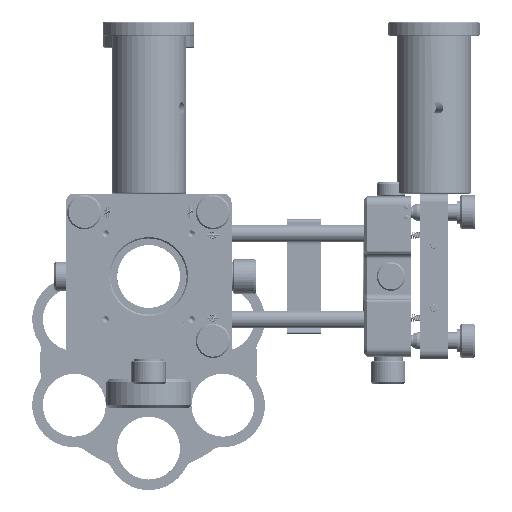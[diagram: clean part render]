
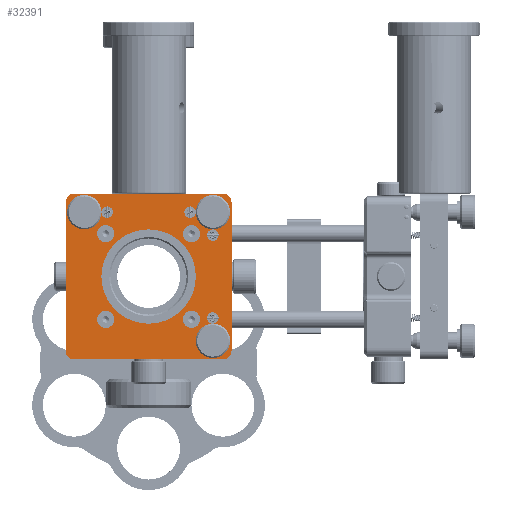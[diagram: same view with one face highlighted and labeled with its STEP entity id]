
A CAD part, left-side view. The second image highlights one B-rep face of the part: STEP entity #32391.
In plain terms, the highlighted face is planar.
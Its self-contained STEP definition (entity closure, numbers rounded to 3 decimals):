
#1247=FACE_BOUND('',#5395,.T.);
#1248=FACE_BOUND('',#5396,.T.);
#1249=FACE_BOUND('',#5397,.T.);
#1250=FACE_BOUND('',#5398,.T.);
#1251=FACE_BOUND('',#5399,.T.);
#1252=FACE_BOUND('',#5400,.T.);
#1253=FACE_BOUND('',#5401,.T.);
#1254=FACE_BOUND('',#5402,.T.);
#1255=FACE_BOUND('',#5403,.T.);
#1256=FACE_BOUND('',#5404,.T.);
#1257=FACE_BOUND('',#5405,.T.);
#1258=FACE_BOUND('',#5406,.T.);
#1990=PLANE('',#35305);
#3394=FACE_OUTER_BOUND('',#5394,.T.);
#5394=EDGE_LOOP('',(#25575,#25576,#25577,#25578,#25579,#25580,#25581,#25582));
#5395=EDGE_LOOP('',(#25583));
#5396=EDGE_LOOP('',(#25584));
#5397=EDGE_LOOP('',(#25585));
#5398=EDGE_LOOP('',(#25586));
#5399=EDGE_LOOP('',(#25587));
#5400=EDGE_LOOP('',(#25588));
#5401=EDGE_LOOP('',(#25589));
#5402=EDGE_LOOP('',(#25590));
#5403=EDGE_LOOP('',(#25591));
#5404=EDGE_LOOP('',(#25592));
#5405=EDGE_LOOP('',(#25593));
#5406=EDGE_LOOP('',(#25594));
#7965=LINE('',#56235,#10748);
#7968=LINE('',#56241,#10751);
#7969=LINE('',#56245,#10752);
#7970=LINE('',#56249,#10753);
#10748=VECTOR('',#41380,10.);
#10751=VECTOR('',#41385,10.);
#10752=VECTOR('',#41388,10.);
#10753=VECTOR('',#41391,10.);
#13060=CIRCLE('',#35175,3.75);
#13090=CIRCLE('',#35220,3.75);
#13120=CIRCLE('',#35265,3.75);
#13132=CIRCLE('',#35292,2.);
#13134=CIRCLE('',#35295,2.);
#13138=CIRCLE('',#35302,3.);
#13140=CIRCLE('',#35306,3.);
#13141=CIRCLE('',#35307,3.);
#13142=CIRCLE('',#35308,3.);
#13143=CIRCLE('',#35309,3.);
#13144=CIRCLE('',#35310,3.);
#13145=CIRCLE('',#35311,3.);
#13146=CIRCLE('',#35312,3.);
#13147=CIRCLE('',#35313,2.);
#13148=CIRCLE('',#35314,2.);
#13149=CIRCLE('',#35315,16.5);
#15174=VERTEX_POINT('',#55677);
#15200=VERTEX_POINT('',#55758);
#15226=VERTEX_POINT('',#55839);
#15258=VERTEX_POINT('',#56203);
#15260=VERTEX_POINT('',#56210);
#15265=VERTEX_POINT('',#56225);
#15266=VERTEX_POINT('',#56226);
#15269=VERTEX_POINT('',#56234);
#15271=VERTEX_POINT('',#56240);
#15272=VERTEX_POINT('',#56242);
#15273=VERTEX_POINT('',#56244);
#15274=VERTEX_POINT('',#56246);
#15275=VERTEX_POINT('',#56248);
#15276=VERTEX_POINT('',#56251);
#15277=VERTEX_POINT('',#56253);
#15278=VERTEX_POINT('',#56255);
#15279=VERTEX_POINT('',#56257);
#15280=VERTEX_POINT('',#56259);
#15281=VERTEX_POINT('',#56261);
#15282=VERTEX_POINT('',#56263);
#18889=EDGE_CURVE('',#15174,#15174,#13060,.T.);
#18929=EDGE_CURVE('',#15200,#15200,#13090,.T.);
#18969=EDGE_CURVE('',#15226,#15226,#13120,.T.);
#19011=EDGE_CURVE('',#15258,#15258,#13132,.T.);
#19015=EDGE_CURVE('',#15260,#15260,#13134,.T.);
#19022=EDGE_CURVE('',#15265,#15266,#13138,.T.);
#19026=EDGE_CURVE('',#15269,#15266,#7965,.T.);
#19029=EDGE_CURVE('',#15265,#15271,#7968,.T.);
#19030=EDGE_CURVE('',#15272,#15271,#13140,.T.);
#19031=EDGE_CURVE('',#15272,#15273,#7969,.T.);
#19032=EDGE_CURVE('',#15274,#15273,#13141,.T.);
#19033=EDGE_CURVE('',#15274,#15275,#7970,.T.);
#19034=EDGE_CURVE('',#15269,#15275,#13142,.T.);
#19035=EDGE_CURVE('',#15276,#15276,#13143,.T.);
#19036=EDGE_CURVE('',#15277,#15277,#13144,.T.);
#19037=EDGE_CURVE('',#15278,#15278,#13145,.T.);
#19038=EDGE_CURVE('',#15279,#15279,#13146,.T.);
#19039=EDGE_CURVE('',#15280,#15280,#13147,.T.);
#19040=EDGE_CURVE('',#15281,#15281,#13148,.T.);
#19041=EDGE_CURVE('',#15282,#15282,#13149,.T.);
#25575=ORIENTED_EDGE('',*,*,#19022,.F.);
#25576=ORIENTED_EDGE('',*,*,#19029,.T.);
#25577=ORIENTED_EDGE('',*,*,#19030,.F.);
#25578=ORIENTED_EDGE('',*,*,#19031,.T.);
#25579=ORIENTED_EDGE('',*,*,#19032,.F.);
#25580=ORIENTED_EDGE('',*,*,#19033,.T.);
#25581=ORIENTED_EDGE('',*,*,#19034,.F.);
#25582=ORIENTED_EDGE('',*,*,#19026,.T.);
#25583=ORIENTED_EDGE('',*,*,#19011,.T.);
#25584=ORIENTED_EDGE('',*,*,#19015,.T.);
#25585=ORIENTED_EDGE('',*,*,#19035,.T.);
#25586=ORIENTED_EDGE('',*,*,#19036,.T.);
#25587=ORIENTED_EDGE('',*,*,#19037,.T.);
#25588=ORIENTED_EDGE('',*,*,#19038,.T.);
#25589=ORIENTED_EDGE('',*,*,#19039,.T.);
#25590=ORIENTED_EDGE('',*,*,#19040,.T.);
#25591=ORIENTED_EDGE('',*,*,#19041,.T.);
#25592=ORIENTED_EDGE('',*,*,#18969,.T.);
#25593=ORIENTED_EDGE('',*,*,#18889,.T.);
#25594=ORIENTED_EDGE('',*,*,#18929,.T.);
#32391=ADVANCED_FACE('',(#3394,#1247,#1248,#1249,#1250,#1251,#1252,#1253,
#1254,#1255,#1256,#1257,#1258),#1990,.T.);
#35175=AXIS2_PLACEMENT_3D('',#55679,#41081,#41082);
#35220=AXIS2_PLACEMENT_3D('',#55760,#41181,#41182);
#35265=AXIS2_PLACEMENT_3D('',#55841,#41281,#41282);
#35292=AXIS2_PLACEMENT_3D('',#56204,#41347,#41348);
#35295=AXIS2_PLACEMENT_3D('',#56211,#41355,#41356);
#35302=AXIS2_PLACEMENT_3D('',#56227,#41372,#41373);
#35305=AXIS2_PLACEMENT_3D('',#56239,#41383,#41384);
#35306=AXIS2_PLACEMENT_3D('',#56243,#41386,#41387);
#35307=AXIS2_PLACEMENT_3D('',#56247,#41389,#41390);
#35308=AXIS2_PLACEMENT_3D('',#56250,#41392,#41393);
#35309=AXIS2_PLACEMENT_3D('',#56252,#41394,#41395);
#35310=AXIS2_PLACEMENT_3D('',#56254,#41396,#41397);
#35311=AXIS2_PLACEMENT_3D('',#56256,#41398,#41399);
#35312=AXIS2_PLACEMENT_3D('',#56258,#41400,#41401);
#35313=AXIS2_PLACEMENT_3D('',#56260,#41402,#41403);
#35314=AXIS2_PLACEMENT_3D('',#56262,#41404,#41405);
#35315=AXIS2_PLACEMENT_3D('',#56264,#41406,#41407);
#41081=DIRECTION('center_axis',(-1.,0.,0.));
#41082=DIRECTION('ref_axis',(0.,0.,
-1.));
#41181=DIRECTION('center_axis',(-1.,0.,0.));
#41182=DIRECTION('ref_axis',(0.,0.,
-1.));
#41281=DIRECTION('center_axis',(-1.,0.,0.));
#41282=DIRECTION('ref_axis',(0.,0.,
-1.));
#41347=DIRECTION('center_axis',(-1.,0.,0.));
#41348=DIRECTION('ref_axis',(0.,0.,
1.));
#41355=DIRECTION('center_axis',(-1.,0.,0.));
#41356=DIRECTION('ref_axis',(0.,0.,
1.));
#41372=DIRECTION('center_axis',(-1.,0.,0.));
#41373=DIRECTION('ref_axis',(0.,-0.707,0.707));
#41380=DIRECTION('',(0.,-1.,0.));
#41383=DIRECTION('center_axis',(1.,0.,0.));
#41384=DIRECTION('ref_axis',(0.,0.,
-1.));
#41385=DIRECTION('',(0.,0.,-1.));
#41386=DIRECTION('center_axis',(-1.,0.,0.));
#41387=DIRECTION('ref_axis',(0.,-0.707,-0.707));
#41388=DIRECTION('',(0.,1.,0.));
#41389=DIRECTION('center_axis',(-1.,0.,0.));
#41390=DIRECTION('ref_axis',(0.,0.707,-0.707));
#41391=DIRECTION('',(0.,0.,1.));
#41392=DIRECTION('center_axis',(-1.,0.,0.));
#41393=DIRECTION('ref_axis',(0.,0.707,0.707));
#41394=DIRECTION('center_axis',(-1.,0.,0.));
#41395=DIRECTION('ref_axis',(0.,0.,
1.));
#41396=DIRECTION('center_axis',(-1.,0.,0.));
#41397=DIRECTION('ref_axis',(0.,0.,
1.));
#41398=DIRECTION('center_axis',(-1.,0.,0.));
#41399=DIRECTION('ref_axis',(0.,0.,
1.));
#41400=DIRECTION('center_axis',(-1.,0.,0.));
#41401=DIRECTION('ref_axis',(0.,0.,
1.));
#41402=DIRECTION('center_axis',(-1.,0.,0.));
#41403=DIRECTION('ref_axis',(0.,0.,
-1.));
#41404=DIRECTION('center_axis',(-1.,0.,0.));
#41405=DIRECTION('ref_axis',(0.,0.,
-1.));
#41406=DIRECTION('center_axis',(-1.,0.,0.));
#41407=DIRECTION('ref_axis',(0.,0.,
1.));
#55677=CARTESIAN_POINT('',(5.662,11.587,-26.379));
#55679=CARTESIAN_POINT('Origin',(5.662,11.587,-30.129));
#55758=CARTESIAN_POINT('',(5.662,-33.413,-26.379));
#55760=CARTESIAN_POINT('Origin',(5.662,-33.413,-30.129));
#55839=CARTESIAN_POINT('',(5.662,-33.413,18.621));
#55841=CARTESIAN_POINT('Origin',(5.662,-33.413,14.871));
#56203=CARTESIAN_POINT('',(5.662,3.587,-32.129));
#56204=CARTESIAN_POINT('Origin',(5.662,3.587,-30.129));
#56210=CARTESIAN_POINT('',(5.662,-33.413,4.871));
#56211=CARTESIAN_POINT('Origin',(5.662,-33.413,6.871));
#56225=CARTESIAN_POINT('',(5.662,-39.913,18.371));
#56226=CARTESIAN_POINT('',(5.662,-36.913,21.371));
#56227=CARTESIAN_POINT('Origin',(5.662,-36.913,18.371));
#56234=CARTESIAN_POINT('',(5.662,15.087,21.371));
#56235=CARTESIAN_POINT('',(5.662,18.087,21.371));
#56239=CARTESIAN_POINT('Origin',(5.662,-10.913,-7.629));
#56240=CARTESIAN_POINT('',(5.662,-39.913,-33.629));
#56241=CARTESIAN_POINT('',(5.662,-39.913,21.371));
#56242=CARTESIAN_POINT('',(5.662,-36.913,-36.629));
#56243=CARTESIAN_POINT('Origin',(5.662,-36.913,-33.629));
#56244=CARTESIAN_POINT('',(5.662,15.087,-36.629));
#56245=CARTESIAN_POINT('',(5.662,-39.913,-36.629));
#56246=CARTESIAN_POINT('',(5.662,18.087,-33.629));
#56247=CARTESIAN_POINT('Origin',(5.662,15.087,-33.629));
#56248=CARTESIAN_POINT('',(5.662,18.087,18.371));
#56249=CARTESIAN_POINT('',(5.662,18.087,-36.629));
#56250=CARTESIAN_POINT('Origin',(5.662,15.087,18.371));
#56251=CARTESIAN_POINT('',(5.662,4.087,4.371));
#56252=CARTESIAN_POINT('Origin',(5.662,4.087,7.371));
#56253=CARTESIAN_POINT('',(5.662,4.087,-25.629));
#56254=CARTESIAN_POINT('Origin',(5.662,4.087,-22.629));
#56255=CARTESIAN_POINT('',(5.662,-25.913,4.371));
#56256=CARTESIAN_POINT('Origin',(5.662,-25.913,7.371));
#56257=CARTESIAN_POINT('',(5.662,-25.913,-25.629));
#56258=CARTESIAN_POINT('Origin',(5.662,-25.913,-22.629));
#56259=CARTESIAN_POINT('',(5.662,-25.413,-28.129));
#56260=CARTESIAN_POINT('Origin',(5.662,-25.413,-30.129));
#56261=CARTESIAN_POINT('',(5.662,-33.413,-20.129));
#56262=CARTESIAN_POINT('Origin',(5.662,-33.413,-22.129));
#56263=CARTESIAN_POINT('',(5.662,-10.913,-24.129));
#56264=CARTESIAN_POINT('Origin',(5.662,-10.913,-7.629));
